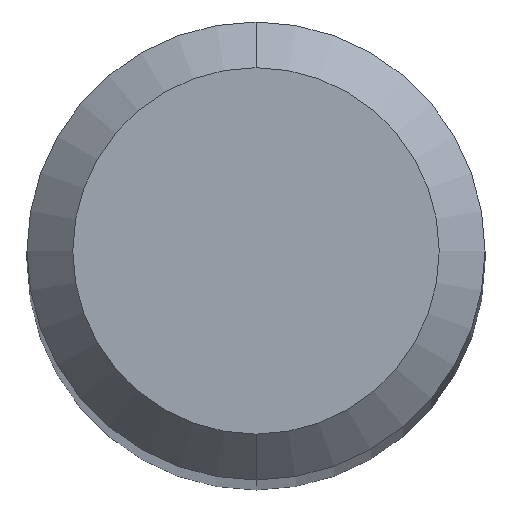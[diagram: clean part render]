
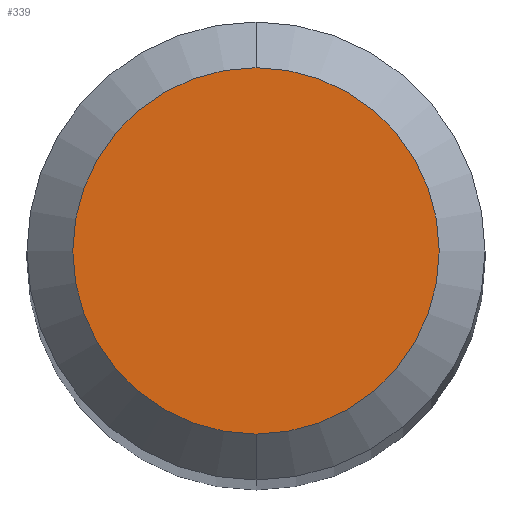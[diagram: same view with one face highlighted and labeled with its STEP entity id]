
A CAD part, top view. The second image highlights one B-rep face of the part: STEP entity #339.
In plain terms, the highlighted planar face has unit normal (0, 0, 1).
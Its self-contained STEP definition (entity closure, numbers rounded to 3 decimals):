
#183=EDGE_CURVE('',#383,#299,#475,.T.);
#299=VERTEX_POINT('',#605);
#339=ADVANCED_FACE('',(#647),#648,.T.);
#383=VERTEX_POINT('',#696);
#405=EDGE_CURVE('',#299,#383,#720,.T.);
#475=CIRCLE('',#804,1.2);
#605=CARTESIAN_POINT('',(0.,-1.2,0.0));
#647=FACE_OUTER_BOUND('',#1145,.T.);
#648=PLANE('',#1146);
#696=CARTESIAN_POINT('',(0.0,1.2,0.0));
#720=CIRCLE('',#1308,1.2);
#804=AXIS2_PLACEMENT_3D('',#1390,#1391,#1392);
#1145=EDGE_LOOP('',(#1592,#1593));
#1146=AXIS2_PLACEMENT_3D('',#1594,#1595,#1596);
#1308=AXIS2_PLACEMENT_3D('',#1674,#1675,#1676);
#1390=CARTESIAN_POINT('',(0.0,0.0,0.0));
#1391=DIRECTION('',(0.0,0.0,-1.0));
#1392=DIRECTION('',(0.0,1.0,0.0));
#1592=ORIENTED_EDGE('',*,*,#183,.F.);
#1593=ORIENTED_EDGE('',*,*,#405,.F.);
#1594=CARTESIAN_POINT('',(0.0,0.6,0.0));
#1595=DIRECTION('',(-0.0,0.0,1.0));
#1596=DIRECTION('',(0.0,-1.0,0.0));
#1674=CARTESIAN_POINT('',(0.0,0.0,0.0));
#1675=DIRECTION('',(0.0,0.0,-1.0));
#1676=DIRECTION('',(0.0,1.0,0.0));
